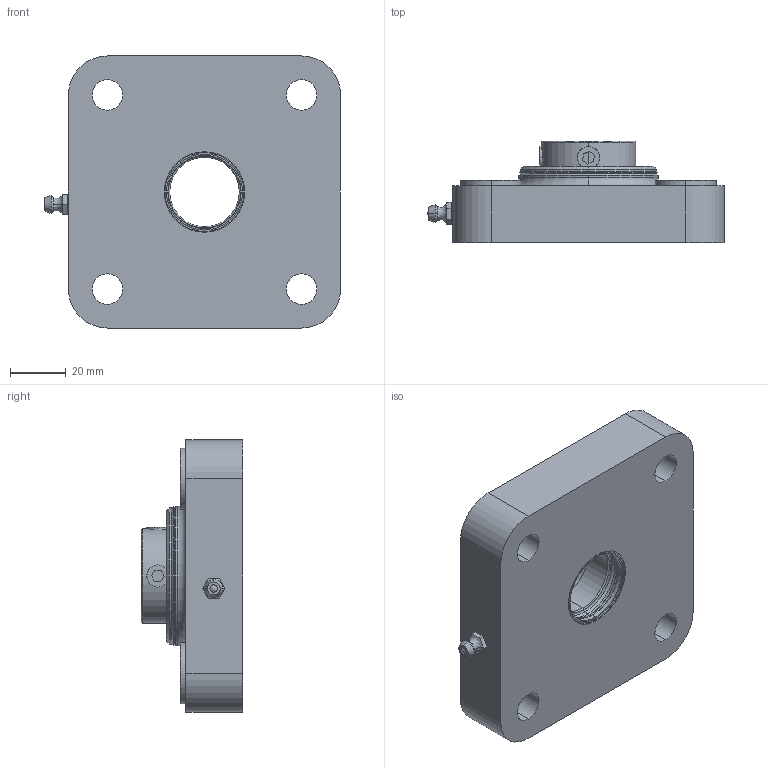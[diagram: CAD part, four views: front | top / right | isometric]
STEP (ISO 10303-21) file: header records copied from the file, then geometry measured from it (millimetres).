
FILE_DESCRIPTION (( 'STEP AP214' ), '1' );
FILE_NAME ('Rexnord-UCF-SUCF-HCF-SHCF-UCF 205- 646592.step', '2016-06-21T15:08:50', ( 'Windows User' ), ( '' ), 'SwSTEP 2.0', 'SolidWorks 2016', '' );
FILE_SCHEMA (( 'AUTOMOTIVE_DESIGN' ));
Length unit declared in the file: millimetre
Products named in the file (4): NIPPLE; BEARING; HUB; Rexnord-UCF-SUCF-HCF-SHCF-UCF 205- 646592
Assembly tree (3 placements, depth 2):
  Rexnord-UCF-SUCF-HCF-SHCF-UCF 205- 646592
    HUB
    BEARING
    NIPPLE
Bounding box: 107 x 36.6 x 98 mm (x, y, z)
Volume: 199792.3 mm3; surface area: 43267 mm2
Topology: 3 solids, 3 shells, 141 faces, 312 edges, 196 vertices
Faces by surface type: cylinder 59, plane 45, cone 20, torus 14, bspline 3
Entity records: 4637 total; most frequent: CARTESIAN_POINT 972, DIRECTION 730, ORIENTED_EDGE 624, EDGE_CURVE 312, AXIS2_PLACEMENT_3D 302, VERTEX_POINT 196, EDGE_LOOP 172, CIRCLE 158
